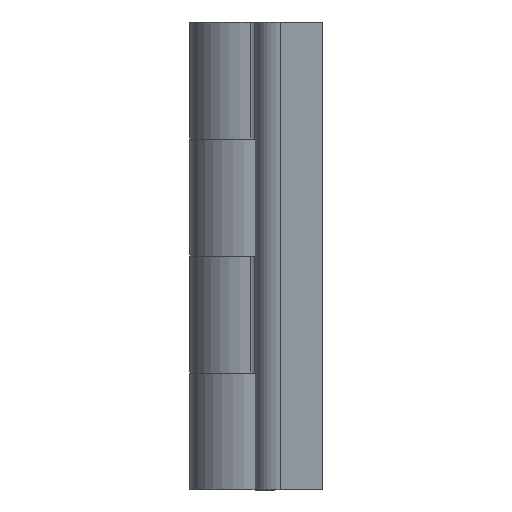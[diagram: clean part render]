
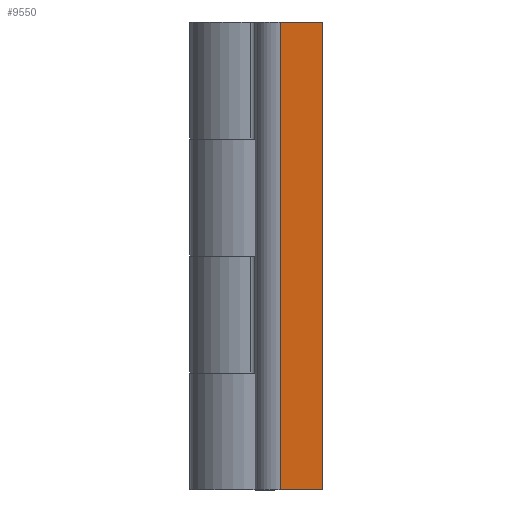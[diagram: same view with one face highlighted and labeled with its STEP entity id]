
A CAD part, front view. The second image highlights one B-rep face of the part: STEP entity #9550.
In plain terms, the highlighted planar face has unit normal (-0.104, -0.995, 0).
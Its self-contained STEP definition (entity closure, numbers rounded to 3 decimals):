
#615 = VECTOR ( 'NONE', #1021, 1000. ) ;
#745 = VERTEX_POINT ( 'NONE', #11153 ) ;
#929 = VECTOR ( 'NONE', #10188, 1000. ) ;
#1021 = DIRECTION ( 'NONE',  ( 0., 0., 1. ) ) ;
#1947 = VERTEX_POINT ( 'NONE', #4880 ) ;
#2368 = CARTESIAN_POINT ( 'NONE',  ( 14.684, 8.095, 53.885 ) ) ;
#3347 = CARTESIAN_POINT ( 'NONE',  ( 10.171, 8.57, 18.885 ) ) ;
#3943 = ORIENTED_EDGE ( 'NONE', *, *, #10810, .T. ) ;
#4104 = CARTESIAN_POINT ( 'NONE',  ( 10.171, 8.57, 68.885 ) ) ;
#4222 = DIRECTION ( 'NONE',  ( 0.995, -0.105, 0. ) ) ;
#4252 = FACE_OUTER_BOUND ( 'NONE', #9413, .T. ) ;
#4334 = VECTOR ( 'NONE', #7730, 1000. ) ;
#4636 = VECTOR ( 'NONE', #4222, 1000. ) ;
#4877 = CARTESIAN_POINT ( 'NONE',  ( -3696.838, 398.192, 53.885 ) ) ;
#4880 = CARTESIAN_POINT ( 'NONE',  ( 14.684, 8.095, 68.885 ) ) ;
#5772 = DIRECTION ( 'NONE',  ( -0.995, 0.105, 0. ) ) ;
#5821 = VERTEX_POINT ( 'NONE', #10562 ) ;
#5860 = LINE ( 'NONE', #3347, #4636 ) ;
#5880 = AXIS2_PLACEMENT_3D ( 'NONE', #4877, #10881, #5772 ) ;
#6624 = PLANE ( 'NONE',  #5880 ) ;
#6627 = CARTESIAN_POINT ( 'NONE',  ( 14.684, 8.095, 18.885 ) ) ;
#7174 = VERTEX_POINT ( 'NONE', #6627 ) ;
#7730 = DIRECTION ( 'NONE',  ( 0., 0., 1. ) ) ;
#7815 = LINE ( 'NONE', #10637, #615 ) ;
#8832 = ORIENTED_EDGE ( 'NONE', *, *, #10380, .F. ) ;
#8882 = ORIENTED_EDGE ( 'NONE', *, *, #10112, .F. ) ;
#8983 = LINE ( 'NONE', #2368, #4334 ) ;
#9275 = ORIENTED_EDGE ( 'NONE', *, *, #10149, .T. ) ;
#9413 = EDGE_LOOP ( 'NONE', ( #3943, #8882, #8832, #9275 ) ) ;
#9550 = ADVANCED_FACE ( 'NONE', ( #4252 ), #6624, .F. ) ;
#10112 = EDGE_CURVE ( 'NONE', #745, #1947, #10294, .T. ) ;
#10149 = EDGE_CURVE ( 'NONE', #5821, #7174, #5860, .T. ) ;
#10188 = DIRECTION ( 'NONE',  ( 0.995, -0.105, 0. ) ) ;
#10294 = LINE ( 'NONE', #4104, #929 ) ;
#10380 = EDGE_CURVE ( 'NONE', #5821, #745, #7815, .T. ) ;
#10562 = CARTESIAN_POINT ( 'NONE',  ( 10.171, 8.57, 18.885 ) ) ;
#10637 = CARTESIAN_POINT ( 'NONE',  ( 10.171, 8.57, 53.885 ) ) ;
#10810 = EDGE_CURVE ( 'NONE', #7174, #1947, #8983, .T. ) ;
#10881 = DIRECTION ( 'NONE',  ( 0.105, 0.995, 0. ) ) ;
#11153 = CARTESIAN_POINT ( 'NONE',  ( 10.171, 8.57, 68.885 ) ) ;
